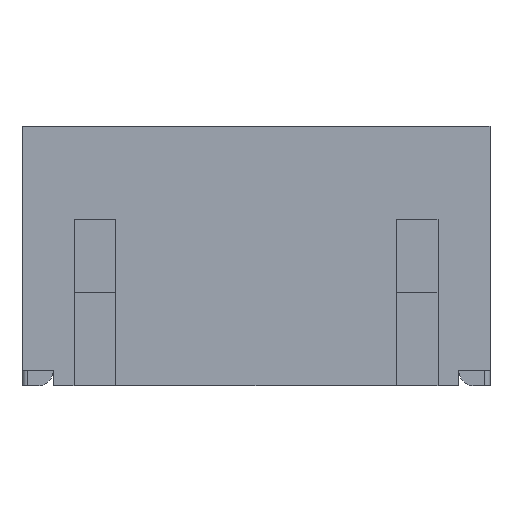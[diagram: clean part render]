
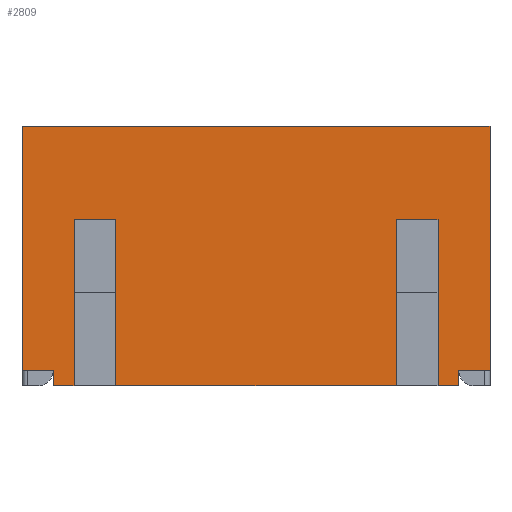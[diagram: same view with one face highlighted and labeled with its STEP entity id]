
A CAD part, left-side view. The second image highlights one B-rep face of the part: STEP entity #2809.
In plain terms, the highlighted planar face has unit normal (-1, 0, 0).
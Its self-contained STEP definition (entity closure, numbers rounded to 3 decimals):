
#39=PLANE('',#3035);
#194=FACE_OUTER_BOUND('',#342,.T.);
#342=EDGE_LOOP('',(#2104,#2105,#2106,#2107,#2108,#2109,#2110,#2111,#2112,
#2113,#2114,#2115,#2116,#2117,#2118,#2119));
#489=LINE('',#4125,#829);
#493=LINE('',#4133,#833);
#499=LINE('',#4146,#839);
#520=LINE('',#4188,#860);
#533=LINE('',#4213,#873);
#534=LINE('',#4215,#874);
#535=LINE('',#4217,#875);
#536=LINE('',#4219,#876);
#537=LINE('',#4221,#877);
#538=LINE('',#4223,#878);
#539=LINE('',#4225,#879);
#540=LINE('',#4227,#880);
#541=LINE('',#4229,#881);
#542=LINE('',#4231,#882);
#543=LINE('',#4232,#883);
#544=LINE('',#4233,#884);
#829=VECTOR('',#3372,10.);
#833=VECTOR('',#3378,10.);
#839=VECTOR('',#3388,10.);
#860=VECTOR('',#3421,10.);
#873=VECTOR('',#3440,10.);
#874=VECTOR('',#3441,10.);
#875=VECTOR('',#3442,10.);
#876=VECTOR('',#3443,10.);
#877=VECTOR('',#3444,10.);
#878=VECTOR('',#3445,10.);
#879=VECTOR('',#3446,10.);
#880=VECTOR('',#3447,10.);
#881=VECTOR('',#3448,10.);
#882=VECTOR('',#3449,10.);
#883=VECTOR('',#3450,10.);
#884=VECTOR('',#3451,10.);
#1271=VERTEX_POINT('',#4122);
#1272=VERTEX_POINT('',#4124);
#1275=VERTEX_POINT('',#4132);
#1278=VERTEX_POINT('',#4142);
#1280=VERTEX_POINT('',#4145);
#1295=VERTEX_POINT('',#4186);
#1304=VERTEX_POINT('',#4212);
#1305=VERTEX_POINT('',#4214);
#1306=VERTEX_POINT('',#4216);
#1307=VERTEX_POINT('',#4218);
#1308=VERTEX_POINT('',#4220);
#1309=VERTEX_POINT('',#4222);
#1310=VERTEX_POINT('',#4224);
#1311=VERTEX_POINT('',#4226);
#1312=VERTEX_POINT('',#4228);
#1313=VERTEX_POINT('',#4230);
#1561=EDGE_CURVE('',#1272,#1271,#489,.T.);
#1565=EDGE_CURVE('',#1275,#1272,#493,.T.);
#1571=EDGE_CURVE('',#1280,#1278,#499,.T.);
#1592=EDGE_CURVE('',#1278,#1295,#520,.T.);
#1605=EDGE_CURVE('',#1304,#1275,#533,.T.);
#1606=EDGE_CURVE('',#1271,#1305,#534,.T.);
#1607=EDGE_CURVE('',#1305,#1306,#535,.T.);
#1608=EDGE_CURVE('',#1306,#1307,#536,.T.);
#1609=EDGE_CURVE('',#1307,#1308,#537,.T.);
#1610=EDGE_CURVE('',#1308,#1309,#538,.T.);
#1611=EDGE_CURVE('',#1309,#1310,#539,.T.);
#1612=EDGE_CURVE('',#1310,#1311,#540,.T.);
#1613=EDGE_CURVE('',#1311,#1312,#541,.T.);
#1614=EDGE_CURVE('',#1313,#1312,#542,.T.);
#1615=EDGE_CURVE('',#1280,#1313,#543,.T.);
#1616=EDGE_CURVE('',#1295,#1304,#544,.T.);
#2104=ORIENTED_EDGE('',*,*,#1605,.T.);
#2105=ORIENTED_EDGE('',*,*,#1565,.T.);
#2106=ORIENTED_EDGE('',*,*,#1561,.T.);
#2107=ORIENTED_EDGE('',*,*,#1606,.T.);
#2108=ORIENTED_EDGE('',*,*,#1607,.T.);
#2109=ORIENTED_EDGE('',*,*,#1608,.T.);
#2110=ORIENTED_EDGE('',*,*,#1609,.T.);
#2111=ORIENTED_EDGE('',*,*,#1610,.T.);
#2112=ORIENTED_EDGE('',*,*,#1611,.T.);
#2113=ORIENTED_EDGE('',*,*,#1612,.T.);
#2114=ORIENTED_EDGE('',*,*,#1613,.T.);
#2115=ORIENTED_EDGE('',*,*,#1614,.F.);
#2116=ORIENTED_EDGE('',*,*,#1615,.F.);
#2117=ORIENTED_EDGE('',*,*,#1571,.T.);
#2118=ORIENTED_EDGE('',*,*,#1592,.T.);
#2119=ORIENTED_EDGE('',*,*,#1616,.T.);
#2809=ADVANCED_FACE('',(#194),#39,.T.);
#3035=AXIS2_PLACEMENT_3D('',#4211,#3438,#3439);
#3372=DIRECTION('',(0.,0.,-1.));
#3378=DIRECTION('',(0.,-1.,0.));
#3388=DIRECTION('',(0.,-1.,0.));
#3421=DIRECTION('',(0.,0.,-1.));
#3438=DIRECTION('center_axis',(-1.,0.,0.));
#3439=DIRECTION('ref_axis',(0.,-1.,0.));
#3440=DIRECTION('',(0.,0.,1.));
#3441=DIRECTION('',(0.,-1.,0.));
#3442=DIRECTION('',(0.,0.,1.));
#3443=DIRECTION('',(0.,-1.,0.));
#3444=DIRECTION('',(0.,0.,-1.));
#3445=DIRECTION('',(0.,-1.,0.));
#3446=DIRECTION('',(0.,0.,1.));
#3447=DIRECTION('',(0.,-1.,0.));
#3448=DIRECTION('',(0.,0.,1.));
#3449=DIRECTION('',(0.,-1.,0.));
#3450=DIRECTION('',(0.,0.,1.));
#3451=DIRECTION('',(0.,-1.,0.));
#4122=CARTESIAN_POINT('',(-4.45,4.95,0.));
#4124=CARTESIAN_POINT('',(-4.45,4.95,3.195));
#4125=CARTESIAN_POINT('',(-4.45,4.95,0.));
#4132=CARTESIAN_POINT('',(-4.45,5.75,3.195));
#4133=CARTESIAN_POINT('',(-4.45,5.85,3.195));
#4142=CARTESIAN_POINT('',(-4.45,6.15,0.3));
#4145=CARTESIAN_POINT('',(-4.45,6.75,0.3));
#4146=CARTESIAN_POINT('',(-4.45,6.75,0.3));
#4186=CARTESIAN_POINT('',(-4.45,6.15,0.));
#4188=CARTESIAN_POINT('',(-4.45,6.15,0.325));
#4211=CARTESIAN_POINT('Origin',(-4.45,6.75,0.));
#4212=CARTESIAN_POINT('',(-4.45,5.75,0.));
#4213=CARTESIAN_POINT('',(-4.45,5.75,1.598));
#4214=CARTESIAN_POINT('',(-4.45,-0.45,0.));
#4215=CARTESIAN_POINT('',(-4.45,6.75,0.));
#4216=CARTESIAN_POINT('',(-4.45,-0.45,3.195));
#4217=CARTESIAN_POINT('',(-4.45,-0.45,0.));
#4218=CARTESIAN_POINT('',(-4.45,-1.25,3.195));
#4219=CARTESIAN_POINT('',(-4.45,3.15,3.195));
#4220=CARTESIAN_POINT('',(-4.45,-1.25,0.));
#4221=CARTESIAN_POINT('',(-4.45,-1.25,1.598));
#4222=CARTESIAN_POINT('',(-4.45,-1.65,0.));
#4223=CARTESIAN_POINT('',(-4.45,6.75,0.));
#4224=CARTESIAN_POINT('',(-4.45,-1.65,0.3));
#4225=CARTESIAN_POINT('',(-4.45,-1.65,0.325));
#4226=CARTESIAN_POINT('',(-4.45,-2.25,0.3));
#4227=CARTESIAN_POINT('',(-4.45,2.25,0.3));
#4228=CARTESIAN_POINT('',(-4.45,-2.25,5.));
#4229=CARTESIAN_POINT('',(-4.45,-2.25,0.));
#4230=CARTESIAN_POINT('',(-4.45,6.75,5.));
#4231=CARTESIAN_POINT('',(-4.45,6.75,5.));
#4232=CARTESIAN_POINT('',(-4.45,6.75,0.));
#4233=CARTESIAN_POINT('',(-4.45,6.75,0.));
